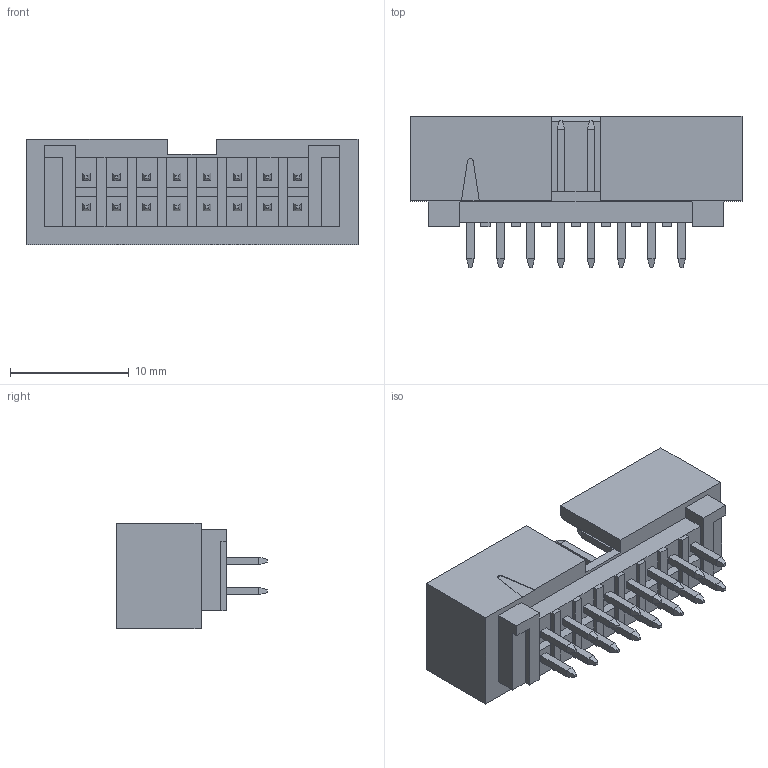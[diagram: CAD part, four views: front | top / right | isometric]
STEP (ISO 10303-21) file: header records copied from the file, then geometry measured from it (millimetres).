
FILE_DESCRIPTION((''),'2;1');
FILE_NAME('702461602','2014-07-23T',('me'),(''),'PRO/ENGINEER BY PARAMETRIC TECHNOLOGY CORPORATION, 2011490','PRO/ENGINEER BY PARAMETRIC TECHNOLOGY CORPORATION, 2011490','');
FILE_SCHEMA(('CONFIG_CONTROL_DESIGN'));
Length unit declared in the file: millimetre
Products named in the file (1): 702461602
Bounding box: 27.94 x 12.7 x 8.89 mm (x, y, z)
Volume: 1031.1 mm3; surface area: 1958.7 mm2
Topology: 1 solids, 1 shells, 394 faces, 979 edges, 606 vertices
Faces by surface type: plane 389, cylinder 5
Entity records: 11308 total; most frequent: CARTESIAN_POINT 1976, ORIENTED_EDGE 1894, DIRECTION 1799, EDGE_CURVE 947, VECTOR 933, LINE 933, VERTEX_POINT 574, AXIS2_PLACEMENT_3D 433
